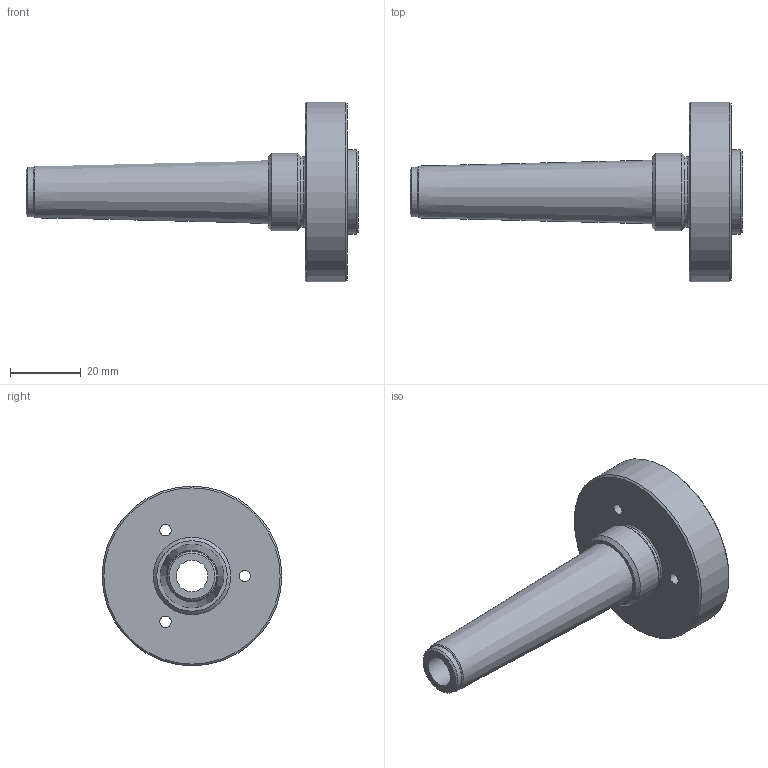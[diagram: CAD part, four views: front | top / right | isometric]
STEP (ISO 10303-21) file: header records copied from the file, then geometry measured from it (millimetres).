
FILE_DESCRIPTION(/* description */ ('Aufnahme MK2'),/* implementation_level */ '2;1');
FILE_NAME(/* name */ 'DBF100_99-01 Aufnahme MK2.stp',/* time_stamp */ '2022-01-29T18:53:37+01:00',/* author */ ('MKoch'),/* organization */ (''),/* preprocessor_version */ 'ST-DEVELOPER v15.2',/* originating_system */ 'Autodesk Inventor 2014',/* authorisation */ '');
FILE_SCHEMA (('CONFIG_CONTROL_DESIGN'));
Length unit declared in the file: millimetre
Products named in the file (1): DBF100_99-01 Aufnahme MK2
Bounding box: 94.17 x 51 x 51 mm (x, y, z)
Volume: 37867.2 mm3; surface area: 13114 mm2
Topology: 1 solids, 1 shells, 24 faces, 50 edges, 32 vertices
Faces by surface type: cylinder 9, cone 8, plane 6, torus 1
Full cylindrical faces by diameter (mm): 3.242 x3, 8.917 x1, 14 x1, 20 x1, 22 x1, 24 x1, 51 x1
Entity records: 554 total; most frequent: DIRECTION 104, CARTESIAN_POINT 79, EDGE_LOOP 54, ORIENTED_EDGE 54, AXIS2_PLACEMENT_3D 52, FACE_BOUND 35, CIRCLE 27, VERTEX_POINT 27
